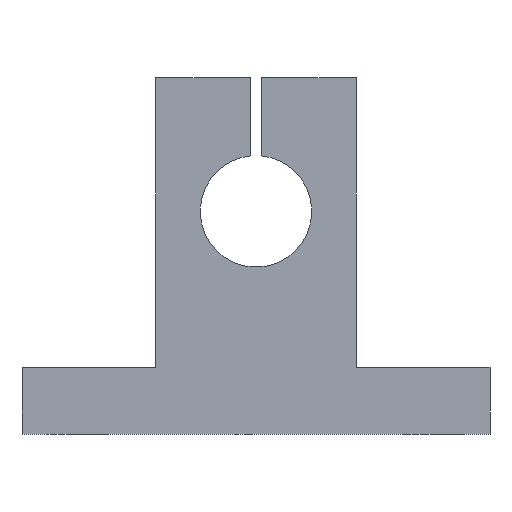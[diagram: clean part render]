
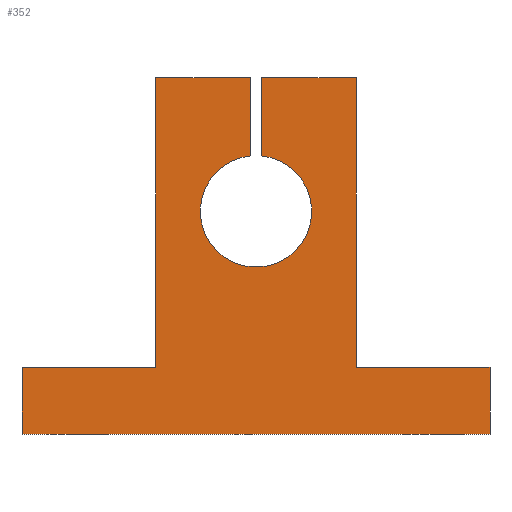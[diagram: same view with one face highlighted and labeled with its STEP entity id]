
A CAD part, front view. The second image highlights one B-rep face of the part: STEP entity #352.
In plain terms, the highlighted planar face has unit normal (0, -1, 0).
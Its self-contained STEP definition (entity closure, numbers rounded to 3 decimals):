
#25=PLANE('',#390);
#41=FACE_OUTER_BOUND('',#61,.T.);
#61=EDGE_LOOP('',(#268,#269,#270,#271,#272,#273,#274,#275,#276,#277,#278,
#279));
#84=LINE('',#527,#122);
#87=LINE('',#533,#125);
#90=LINE('',#539,#128);
#91=LINE('',#541,#129);
#92=LINE('',#543,#130);
#93=LINE('',#545,#131);
#94=LINE('',#547,#132);
#95=LINE('',#549,#133);
#96=LINE('',#551,#134);
#97=LINE('',#553,#135);
#98=LINE('',#554,#136);
#122=VECTOR('',#433,10.);
#125=VECTOR('',#438,10.);
#128=VECTOR('',#443,10.);
#129=VECTOR('',#444,10.);
#130=VECTOR('',#445,10.);
#131=VECTOR('',#446,10.);
#132=VECTOR('',#447,10.);
#133=VECTOR('',#448,10.);
#134=VECTOR('',#449,10.);
#135=VECTOR('',#450,10.);
#136=VECTOR('',#451,10.);
#160=CIRCLE('',#386,5.);
#170=VERTEX_POINT('',#517);
#171=VERTEX_POINT('',#518);
#174=VERTEX_POINT('',#526);
#176=VERTEX_POINT('',#532);
#178=VERTEX_POINT('',#538);
#179=VERTEX_POINT('',#540);
#180=VERTEX_POINT('',#542);
#181=VERTEX_POINT('',#544);
#182=VERTEX_POINT('',#546);
#183=VERTEX_POINT('',#548);
#184=VERTEX_POINT('',#550);
#185=VERTEX_POINT('',#552);
#204=EDGE_CURVE('',#170,#171,#160,.T.);
#208=EDGE_CURVE('',#171,#174,#84,.T.);
#211=EDGE_CURVE('',#176,#170,#87,.T.);
#214=EDGE_CURVE('',#178,#174,#90,.T.);
#215=EDGE_CURVE('',#178,#179,#91,.T.);
#216=EDGE_CURVE('',#179,#180,#92,.T.);
#217=EDGE_CURVE('',#181,#180,#93,.T.);
#218=EDGE_CURVE('',#181,#182,#94,.T.);
#219=EDGE_CURVE('',#182,#183,#95,.T.);
#220=EDGE_CURVE('',#183,#184,#96,.T.);
#221=EDGE_CURVE('',#184,#185,#97,.T.);
#222=EDGE_CURVE('',#176,#185,#98,.T.);
#268=ORIENTED_EDGE('',*,*,#211,.T.);
#269=ORIENTED_EDGE('',*,*,#204,.T.);
#270=ORIENTED_EDGE('',*,*,#208,.T.);
#271=ORIENTED_EDGE('',*,*,#214,.F.);
#272=ORIENTED_EDGE('',*,*,#215,.T.);
#273=ORIENTED_EDGE('',*,*,#216,.T.);
#274=ORIENTED_EDGE('',*,*,#217,.F.);
#275=ORIENTED_EDGE('',*,*,#218,.T.);
#276=ORIENTED_EDGE('',*,*,#219,.T.);
#277=ORIENTED_EDGE('',*,*,#220,.T.);
#278=ORIENTED_EDGE('',*,*,#221,.T.);
#279=ORIENTED_EDGE('',*,*,#222,.F.);
#352=ADVANCED_FACE('',(#41),#25,.T.);
#386=AXIS2_PLACEMENT_3D('',#519,#425,#426);
#390=AXIS2_PLACEMENT_3D('',#537,#441,#442);
#425=DIRECTION('center_axis',(0.,1.,0.));
#426=DIRECTION('ref_axis',(-1.,0.,0.));
#433=DIRECTION('',(0.,0.,1.));
#438=DIRECTION('',(0.,0.,-1.));
#441=DIRECTION('center_axis',(0.,-1.,0.));
#442=DIRECTION('ref_axis',(1.,0.,0.));
#443=DIRECTION('',(1.,0.,0.));
#444=DIRECTION('',(0.,0.,-1.));
#445=DIRECTION('',(-1.,0.,0.));
#446=DIRECTION('',(0.,0.,1.));
#447=DIRECTION('',(1.,0.,0.));
#448=DIRECTION('',(0.,0.,1.));
#449=DIRECTION('',(-1.,0.,0.));
#450=DIRECTION('',(0.,0.,1.));
#451=DIRECTION('',(1.,0.,0.));
#517=CARTESIAN_POINT('',(0.5,-7.,24.975));
#518=CARTESIAN_POINT('',(-0.5,-7.,24.975));
#519=CARTESIAN_POINT('Origin',(0.,-7.,20.));
#526=CARTESIAN_POINT('',(-0.5,-7.,32.));
#527=CARTESIAN_POINT('',(-0.5,-7.,16.));
#532=CARTESIAN_POINT('',(0.5,-7.,32.));
#533=CARTESIAN_POINT('',(0.5,-7.,12.487));
#537=CARTESIAN_POINT('Origin',(-11.,-7.,0.));
#538=CARTESIAN_POINT('',(-9.,-7.,32.));
#539=CARTESIAN_POINT('',(-11.,-7.,32.));
#540=CARTESIAN_POINT('',(-9.,-7.,6.));
#541=CARTESIAN_POINT('',(-9.,-7.,0.));
#542=CARTESIAN_POINT('',(-21.,-7.,6.));
#543=CARTESIAN_POINT('',(-11.,-7.,6.));
#544=CARTESIAN_POINT('',(-21.,-7.,0.));
#545=CARTESIAN_POINT('',(-21.,-7.,0.));
#546=CARTESIAN_POINT('',(21.,-7.,0.));
#547=CARTESIAN_POINT('',(-21.,-7.,0.));
#548=CARTESIAN_POINT('',(21.,-7.,6.));
#549=CARTESIAN_POINT('',(21.,-7.,0.));
#550=CARTESIAN_POINT('',(9.,-7.,6.));
#551=CARTESIAN_POINT('',(0.,-7.,6.));
#552=CARTESIAN_POINT('',(9.,-7.,32.));
#553=CARTESIAN_POINT('',(9.,-7.,0.));
#554=CARTESIAN_POINT('',(-11.,-7.,32.));
